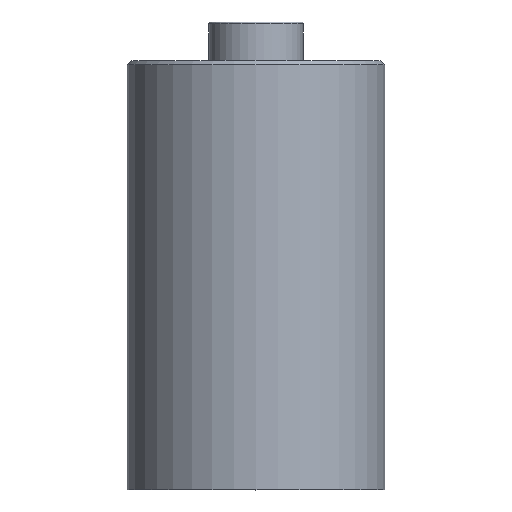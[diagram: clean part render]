
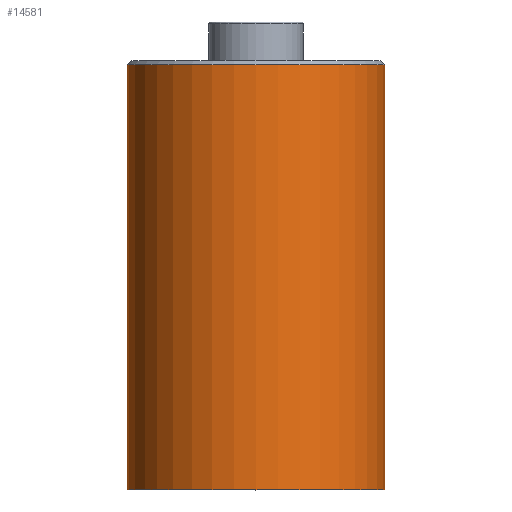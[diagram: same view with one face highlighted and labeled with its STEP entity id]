
A CAD part, top view. The second image highlights one B-rep face of the part: STEP entity #14581.
In plain terms, the highlighted cylindrical face has radius 15 mm (diameter 30 mm), a partial arc.
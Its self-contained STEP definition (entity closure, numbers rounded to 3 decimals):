
#40 = AXIS2_PLACEMENT_3D ( 'NONE', #10492, #3313, #1161 ) ;
#678 = LINE ( 'NONE', #9905, #13702 ) ;
#768 = EDGE_CURVE ( 'NONE', #9593, #9236, #5436, .T. ) ;
#1161 = DIRECTION ( 'NONE',  ( 1., 0., 0. ) ) ;
#1559 = ORIENTED_EDGE ( 'NONE', *, *, #7038, .F. ) ;
#1904 = DIRECTION ( 'NONE',  ( 1., 0., 0. ) ) ;
#2672 = ORIENTED_EDGE ( 'NONE', *, *, #7172, .F. ) ;
#2699 = CIRCLE ( 'NONE', #40, 15. ) ;
#3313 = DIRECTION ( 'NONE',  ( 0., -1., 0. ) ) ;
#3404 = CARTESIAN_POINT ( 'NONE',  ( 15., 0., 0. ) ) ;
#3871 = CARTESIAN_POINT ( 'NONE',  ( -15., 49.5, 0. ) ) ;
#4050 = DIRECTION ( 'NONE',  ( 0., -1., 0. ) ) ;
#5312 = AXIS2_PLACEMENT_3D ( 'NONE', #13335, #4050, #12249 ) ;
#5350 = LINE ( 'NONE', #13063, #7532 ) ;
#5436 = CIRCLE ( 'NONE', #5312, 15. ) ;
#6719 = DIRECTION ( 'NONE',  ( 0., -1., 0. ) ) ;
#7038 = EDGE_CURVE ( 'NONE', #9593, #9507, #678, .T. ) ;
#7172 = EDGE_CURVE ( 'NONE', #9507, #10956, #2699, .T. ) ;
#7179 = CYLINDRICAL_SURFACE ( 'NONE', #12782, 15. ) ;
#7259 = DIRECTION ( 'NONE',  ( 0., -1., 0. ) ) ;
#7532 = VECTOR ( 'NONE', #7259, 1000. ) ;
#8777 = EDGE_LOOP ( 'NONE', ( #9616, #9995, #2672, #1559 ) ) ;
#9236 = VERTEX_POINT ( 'NONE', #3871 ) ;
#9507 = VERTEX_POINT ( 'NONE', #3404 ) ;
#9593 = VERTEX_POINT ( 'NONE', #15175 ) ;
#9616 = ORIENTED_EDGE ( 'NONE', *, *, #768, .T. ) ;
#9905 = CARTESIAN_POINT ( 'NONE',  ( 15., 48., 0. ) ) ;
#9995 = ORIENTED_EDGE ( 'NONE', *, *, #12579, .T. ) ;
#10492 = CARTESIAN_POINT ( 'NONE',  ( 0., 0., 0. ) ) ;
#10572 = CARTESIAN_POINT ( 'NONE',  ( -15., 0., 0. ) ) ;
#10956 = VERTEX_POINT ( 'NONE', #10572 ) ;
#11287 = CARTESIAN_POINT ( 'NONE',  ( 0., 48., 0. ) ) ;
#11931 = FACE_OUTER_BOUND ( 'NONE', #8777, .T. ) ;
#12249 = DIRECTION ( 'NONE',  ( -1., 0., 0. ) ) ;
#12579 = EDGE_CURVE ( 'NONE', #9236, #10956, #5350, .T. ) ;
#12782 = AXIS2_PLACEMENT_3D ( 'NONE', #11287, #6719, #1904 ) ;
#13063 = CARTESIAN_POINT ( 'NONE',  ( -15., 48., 0. ) ) ;
#13335 = CARTESIAN_POINT ( 'NONE',  ( 0., 49.5, 0. ) ) ;
#13702 = VECTOR ( 'NONE', #13711, 1000. ) ;
#13711 = DIRECTION ( 'NONE',  ( 0., -1., 0. ) ) ;
#14581 = ADVANCED_FACE ( 'NONE', ( #11931 ), #7179, .T. ) ;
#15175 = CARTESIAN_POINT ( 'NONE',  ( 15., 49.5, 0. ) ) ;
